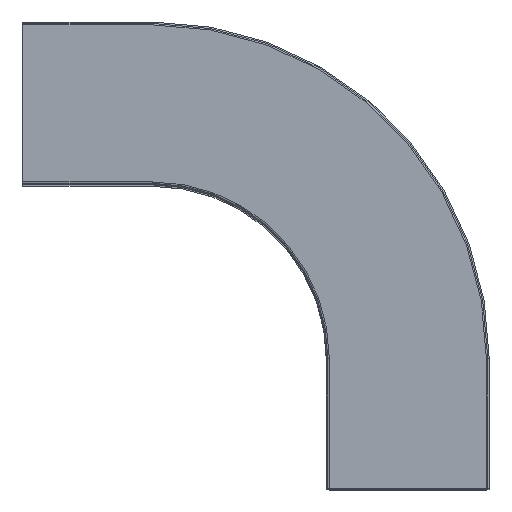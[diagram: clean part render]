
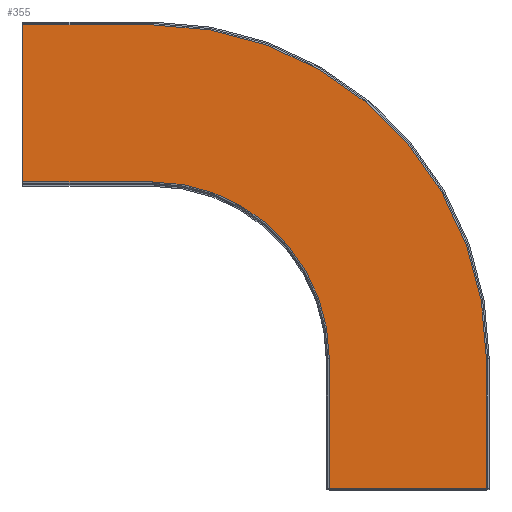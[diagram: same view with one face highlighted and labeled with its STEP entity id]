
A CAD part, top view. The second image highlights one B-rep face of the part: STEP entity #355.
In plain terms, the highlighted face is planar.
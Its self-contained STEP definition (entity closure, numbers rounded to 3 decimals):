
#29 = DIRECTION ( 'NONE',  ( 0., 1., 0. ) ) ;
#49 = EDGE_CURVE ( 'NONE', #878, #1021, #157, .T. ) ;
#83 = CARTESIAN_POINT ( 'NONE',  ( 0., 110., 0. ) ) ;
#85 = DIRECTION ( 'NONE',  ( -1., 0., 0. ) ) ;
#97 = CARTESIAN_POINT ( 'NONE',  ( -90., 1., 0. ) ) ;
#100 = EDGE_CURVE ( 'NONE', #1021, #1023, #769, .T. ) ;
#114 = CARTESIAN_POINT ( 'NONE',  ( -90., 110., 0. ) ) ;
#132 = EDGE_CURVE ( 'NONE', #1264, #878, #745, .T. ) ;
#143 = CARTESIAN_POINT ( 'NONE',  ( -321.75, 232.75, 0. ) ) ;
#157 = LINE ( 'NONE', #708, #162 ) ;
#162 = VECTOR ( 'NONE', #952, 1000. ) ;
#266 = CARTESIAN_POINT ( 'NONE',  ( -212.75, 232.75, 0. ) ) ;
#271 = VECTOR ( 'NONE', #806, 1000. ) ;
#280 = EDGE_CURVE ( 'NONE', #1101, #1264, #596, .T. ) ;
#281 = LINE ( 'NONE', #1149, #271 ) ;
#326 = ORIENTED_EDGE ( 'NONE', *, *, #1156, .F. ) ;
#340 = EDGE_CURVE ( 'NONE', #1023, #856, #545, .T. ) ;
#355 = ADVANCED_FACE ( 'NONE', ( #511 ), #497, .T. ) ;
#379 = VECTOR ( 'NONE', #1408, 1000. ) ;
#382 = LINE ( 'NONE', #428, #379 ) ;
#395 = VECTOR ( 'NONE', #1209, 1000. ) ;
#400 = LINE ( 'NONE', #1082, #395 ) ;
#428 = CARTESIAN_POINT ( 'NONE',  ( -90., 1., 0. ) ) ;
#497 = PLANE ( 'NONE',  #1356 ) ;
#511 = FACE_OUTER_BOUND ( 'NONE', #962, .T. ) ;
#541 = CARTESIAN_POINT ( 'NONE',  ( -90., 232.75, 0. ) ) ;
#545 = CIRCLE ( 'NONE', #1321, 231.75 ) ;
#596 = CIRCLE ( 'NONE', #698, 122.75 ) ;
#662 = DIRECTION ( 'NONE',  ( 1., 0., 0. ) ) ;
#677 = CARTESIAN_POINT ( 'NONE',  ( -90., 232.75, 0. ) ) ;
#698 = AXIS2_PLACEMENT_3D ( 'NONE', #677, #1328, #85 ) ;
#708 = CARTESIAN_POINT ( 'NONE',  ( -322.75, 322.75, 0. ) ) ;
#735 = VECTOR ( 'NONE', #29, 1000. ) ;
#745 = LINE ( 'NONE', #1570, #735 ) ;
#747 = DIRECTION ( 'NONE',  ( 0., -1., 0. ) ) ;
#766 = VECTOR ( 'NONE', #747, 1000. ) ;
#769 = LINE ( 'NONE', #884, #766 ) ;
#806 = DIRECTION ( 'NONE',  ( -1., 0., 0. ) ) ;
#833 = CARTESIAN_POINT ( 'NONE',  ( 0., 1., 0. ) ) ;
#856 = VERTEX_POINT ( 'NONE', #97 ) ;
#859 = CARTESIAN_POINT ( 'NONE',  ( -212.75, 322.75, 0. ) ) ;
#878 = VERTEX_POINT ( 'NONE', #859 ) ;
#884 = CARTESIAN_POINT ( 'NONE',  ( -321.75, 322.75, 0. ) ) ;
#894 = DIRECTION ( 'NONE',  ( -1., 0., 0. ) ) ;
#914 = VERTEX_POINT ( 'NONE', #83 ) ;
#922 = EDGE_CURVE ( 'NONE', #1026, #914, #400, .T. ) ;
#938 = ORIENTED_EDGE ( 'NONE', *, *, #340, .F. ) ;
#952 = DIRECTION ( 'NONE',  ( -1., 0., 0. ) ) ;
#962 = EDGE_LOOP ( 'NONE', ( #1373, #1409, #1346, #1359, #326, #938, #1361, #1364 ) ) ;
#1021 = VERTEX_POINT ( 'NONE', #1512 ) ;
#1023 = VERTEX_POINT ( 'NONE', #143 ) ;
#1026 = VERTEX_POINT ( 'NONE', #833 ) ;
#1082 = CARTESIAN_POINT ( 'NONE',  ( 0., 111., 0. ) ) ;
#1101 = VERTEX_POINT ( 'NONE', #114 ) ;
#1149 = CARTESIAN_POINT ( 'NONE',  ( 0., 110., 0. ) ) ;
#1156 = EDGE_CURVE ( 'NONE', #856, #1026, #382, .T. ) ;
#1209 = DIRECTION ( 'NONE',  ( 0., 1., 0. ) ) ;
#1264 = VERTEX_POINT ( 'NONE', #266 ) ;
#1321 = AXIS2_PLACEMENT_3D ( 'NONE', #541, #1446, #662 ) ;
#1328 = DIRECTION ( 'NONE',  ( 0., 0., -1. ) ) ;
#1346 = ORIENTED_EDGE ( 'NONE', *, *, #1499, .F. ) ;
#1356 = AXIS2_PLACEMENT_3D ( 'NONE', #1544, #1472, #894 ) ;
#1359 = ORIENTED_EDGE ( 'NONE', *, *, #922, .F. ) ;
#1361 = ORIENTED_EDGE ( 'NONE', *, *, #100, .F. ) ;
#1364 = ORIENTED_EDGE ( 'NONE', *, *, #49, .F. ) ;
#1373 = ORIENTED_EDGE ( 'NONE', *, *, #132, .F. ) ;
#1408 = DIRECTION ( 'NONE',  ( 1., 0., 0. ) ) ;
#1409 = ORIENTED_EDGE ( 'NONE', *, *, #280, .F. ) ;
#1446 = DIRECTION ( 'NONE',  ( 0., 0., 1. ) ) ;
#1472 = DIRECTION ( 'NONE',  ( 0., 0., -1. ) ) ;
#1499 = EDGE_CURVE ( 'NONE', #914, #1101, #281, .T. ) ;
#1512 = CARTESIAN_POINT ( 'NONE',  ( -321.75, 322.75, 0. ) ) ;
#1544 = CARTESIAN_POINT ( 'NONE',  ( -90., 232.75, 0. ) ) ;
#1570 = CARTESIAN_POINT ( 'NONE',  ( -212.75, 232.75, 0. ) ) ;
